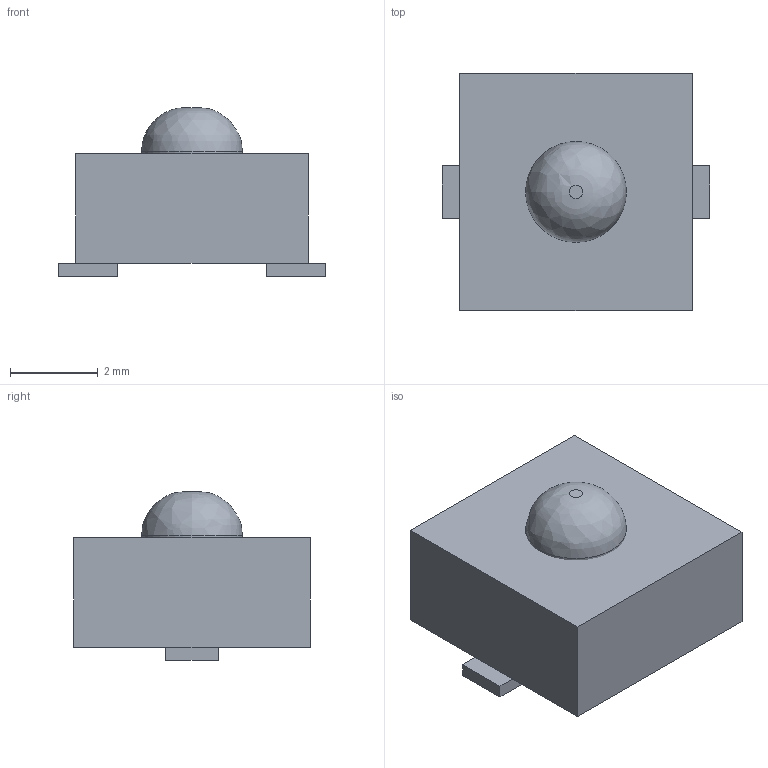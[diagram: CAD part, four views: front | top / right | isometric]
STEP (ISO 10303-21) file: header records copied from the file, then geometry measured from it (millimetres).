
FILE_DESCRIPTION(/* description */ (''),/* implementation_level */ '2;1');
FILE_NAME(/* name */ 'SKSUAAE010.step',/* time_stamp */ '2024-06-06T18:25:05-04:00',/* author */ (''),/* organization */ (''),/* preprocessor_version */ 'ST-DEVELOPER v20',/* originating_system */ 'Autodesk Translation Framework v13.14.0.145',/* authorisation */ '');
FILE_SCHEMA (('AUTOMOTIVE_DESIGN { 1 0 10303 214 3 1 1 }'));
Length unit declared in the file: millimetre
Products named in the file (2): (Unsaved); Component1
Assembly tree (1 placements, depth 2):
  (Unsaved)
    Component1
Bounding box: 6.1 x 5.4 x 3.85 mm (x, y, z)
Volume: 83.1 mm3; surface area: 145.6 mm2
Topology: 4 solids, 4 shells, 22 faces, 41 edges, 27 vertices
Faces by surface type: plane 20, bspline 1, cylinder 1
Full cylindrical faces by diameter (mm): 2.3 x1
Entity records: 634 total; most frequent: CARTESIAN_POINT 119, DIRECTION 93, ORIENTED_EDGE 82, EDGE_CURVE 41, LINE 37, VECTOR 37, AXIS2_PLACEMENT_3D 28, VERTEX_POINT 27
